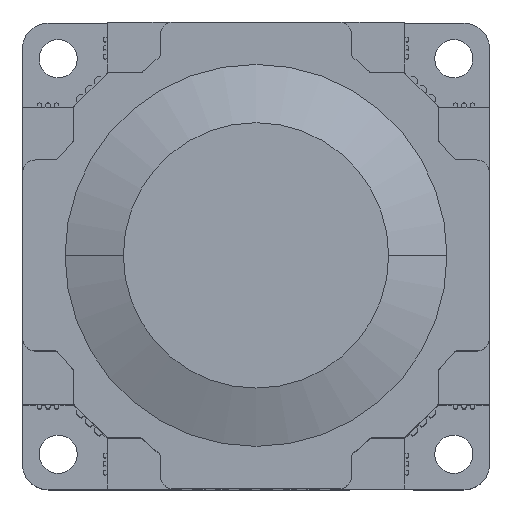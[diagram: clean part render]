
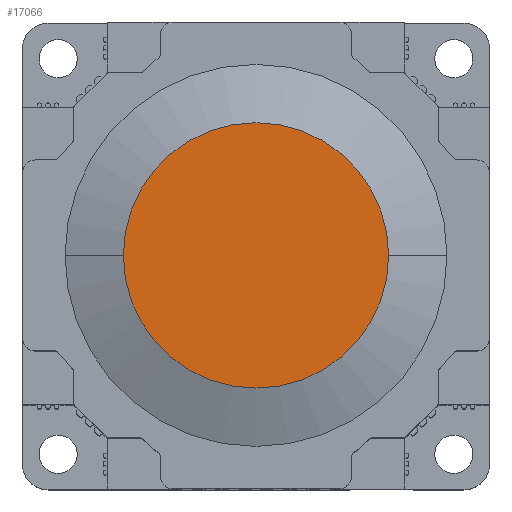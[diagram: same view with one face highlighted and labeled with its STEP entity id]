
A CAD part, top view. The second image highlights one B-rep face of the part: STEP entity #17066.
In plain terms, the highlighted planar face has unit normal (0, 0, 1).
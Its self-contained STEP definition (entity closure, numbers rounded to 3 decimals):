
#1426 = EDGE_CURVE ( 'NONE', #12579, #25223, #17621, .T. ) ;
#1427 = DIRECTION ( 'NONE',  ( 0., 0., 1. ) ) ;
#5140 = EDGE_LOOP ( 'NONE', ( #13082, #13733 ) ) ;
#5647 = DIRECTION ( 'NONE',  ( 0., 0., 1. ) ) ;
#5669 = DIRECTION ( 'NONE',  ( 0., 0., 1. ) ) ;
#6603 = AXIS2_PLACEMENT_3D ( 'NONE', #23165, #5669, #13443 ) ;
#7181 = AXIS2_PLACEMENT_3D ( 'NONE', #23145, #5647, #13424 ) ;
#7571 = FACE_OUTER_BOUND ( 'NONE', #5140, .T. ) ;
#7829 = AXIS2_PLACEMENT_3D ( 'NONE', #18891, #1427, #9188 ) ;
#9188 = DIRECTION ( 'NONE',  ( 1., 0., 0. ) ) ;
#12579 = VERTEX_POINT ( 'NONE', #17547 ) ;
#13082 = ORIENTED_EDGE ( 'NONE', *, *, #18614, .T. ) ;
#13424 = DIRECTION ( 'NONE',  ( 1., 0., 0. ) ) ;
#13443 = DIRECTION ( 'NONE',  ( 1., 0., 0. ) ) ;
#13733 = ORIENTED_EDGE ( 'NONE', *, *, #1426, .T. ) ;
#14170 = CARTESIAN_POINT ( 'NONE',  ( 31.263, 0., 165. ) ) ;
#15355 = PLANE ( 'NONE',  #7181 ) ;
#17066 = ADVANCED_FACE ( 'NONE', ( #7571 ), #15355, .T. ) ;
#17547 = CARTESIAN_POINT ( 'NONE',  ( -31.263, 0., 165. ) ) ;
#17621 = CIRCLE ( 'NONE', #6603, 31.263 ) ;
#18614 = EDGE_CURVE ( 'NONE', #25223, #12579, #18832, .T. ) ;
#18832 = CIRCLE ( 'NONE', #7829, 31.263 ) ;
#18891 = CARTESIAN_POINT ( 'NONE',  ( 0., 0., 165. ) ) ;
#23145 = CARTESIAN_POINT ( 'NONE',  ( 0., 0., 165. ) ) ;
#23165 = CARTESIAN_POINT ( 'NONE',  ( 0., 0., 165. ) ) ;
#25223 = VERTEX_POINT ( 'NONE', #14170 ) ;
